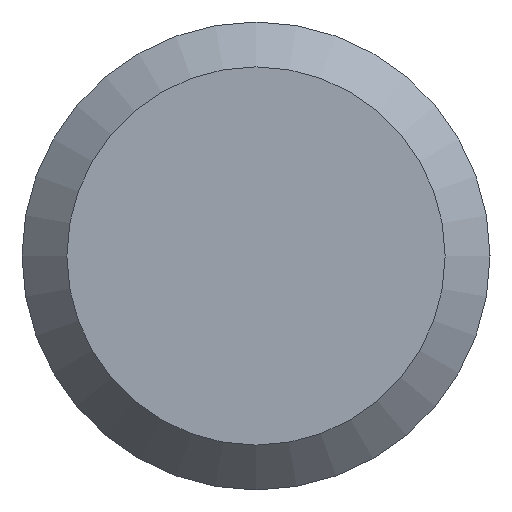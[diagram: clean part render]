
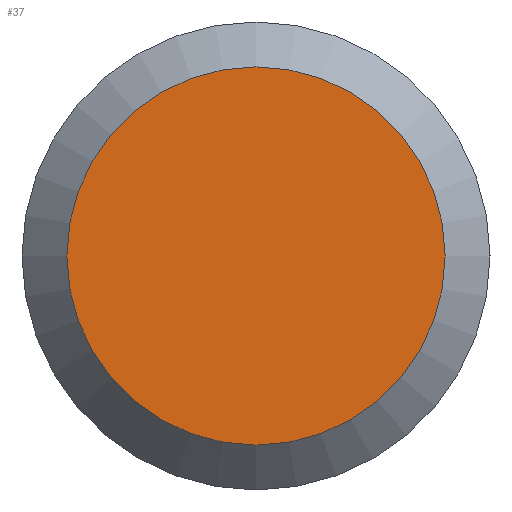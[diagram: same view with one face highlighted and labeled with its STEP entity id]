
A CAD part, left-side view. The second image highlights one B-rep face of the part: STEP entity #37.
In plain terms, the highlighted planar face has unit normal (-1, 0, 0).
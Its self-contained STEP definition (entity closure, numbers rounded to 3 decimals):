
#37 = ADVANCED_FACE( '', ( #76 ), #77, .F. );
#76 = FACE_OUTER_BOUND( '', #117, .T. );
#77 = PLANE( '', #118 );
#117 = EDGE_LOOP( '', ( #156 ) );
#118 = AXIS2_PLACEMENT_3D( '', #157, #158, #159 );
#156 = ORIENTED_EDGE( '', *, *, #201, .F. );
#157 = CARTESIAN_POINT( '', ( 0., 0., 0. ) );
#158 = DIRECTION( '', ( 1., 0., 0. ) );
#159 = DIRECTION( '', ( 0., 0., -1. ) );
#201 = EDGE_CURVE( '', #221, #221, #222, .T. );
#221 = VERTEX_POINT( '', #246 );
#222 = CIRCLE( '', #247, 3.233 );
#246 = CARTESIAN_POINT( '', ( 0., 0., -3.233 ) );
#247 = AXIS2_PLACEMENT_3D( '', #271, #272, #273 );
#271 = CARTESIAN_POINT( '', ( 0., 0., 0. ) );
#272 = DIRECTION( '', ( 1., 0., 0. ) );
#273 = DIRECTION( '', ( 0., 0., -1. ) );
